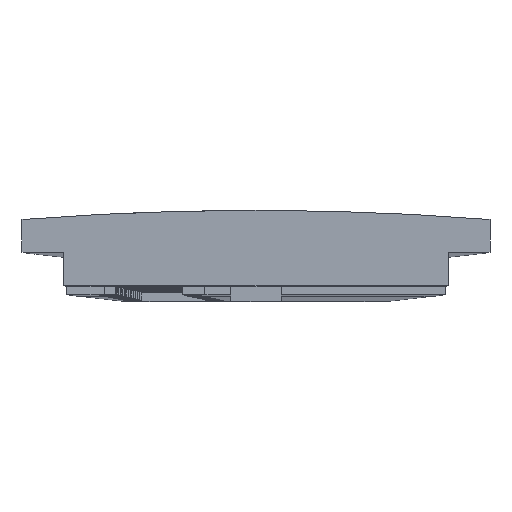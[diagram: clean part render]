
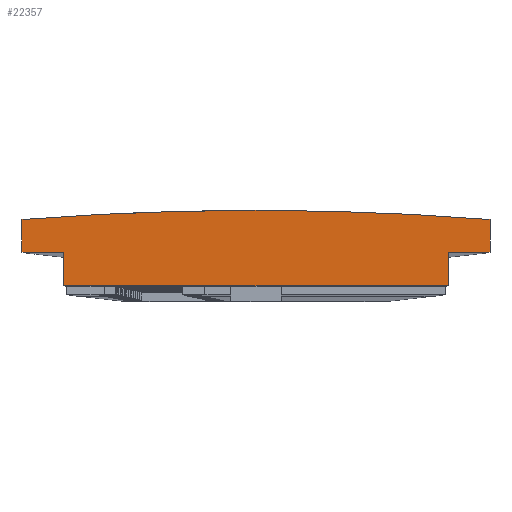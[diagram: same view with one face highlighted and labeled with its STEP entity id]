
A CAD part, top view. The second image highlights one B-rep face of the part: STEP entity #22357.
In plain terms, the highlighted planar face has unit normal (0, 0, 1).
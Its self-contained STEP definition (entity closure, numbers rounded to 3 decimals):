
#144=CIRCLE('',#23405,355.6);
#145=CIRCLE('',#23407,355.6);
#620=FACE_OUTER_BOUND('',#1787,.T.);
#1787=EDGE_LOOP('',(#15192,#15193,#15194,#15195,#15196,#15197,#15198,#15199,
#15200));
#3851=LINE('',#28918,#6274);
#4076=LINE('',#30559,#6499);
#4091=LINE('',#30588,#6514);
#4092=LINE('',#30591,#6515);
#4095=LINE('',#30596,#6518);
#4096=LINE('',#30598,#6519);
#4097=LINE('',#30599,#6520);
#6274=VECTOR('',#24395,10.);
#6499=VECTOR('',#24778,10.);
#6514=VECTOR('',#24807,10.);
#6515=VECTOR('',#24810,10.);
#6518=VECTOR('',#24815,10.);
#6519=VECTOR('',#24816,10.);
#6520=VECTOR('',#24817,10.);
#8694=VERTEX_POINT('',#28785);
#8695=VERTEX_POINT('',#28787);
#8718=VERTEX_POINT('',#28915);
#8719=VERTEX_POINT('',#28917);
#8947=VERTEX_POINT('',#30556);
#8948=VERTEX_POINT('',#30558);
#8955=VERTEX_POINT('',#30586);
#8956=VERTEX_POINT('',#30590);
#8958=VERTEX_POINT('',#30597);
#11003=EDGE_CURVE('',#8695,#8694,#144,.T.);
#11029=EDGE_CURVE('',#8719,#8718,#3851,.T.);
#11041=EDGE_CURVE('',#8718,#8695,#145,.T.);
#11371=EDGE_CURVE('',#8948,#8947,#4076,.T.);
#11386=EDGE_CURVE('',#8955,#8947,#4091,.T.);
#11387=EDGE_CURVE('',#8956,#8948,#4092,.T.);
#11390=EDGE_CURVE('',#8955,#8719,#4095,.T.);
#11391=EDGE_CURVE('',#8694,#8958,#4096,.T.);
#11392=EDGE_CURVE('',#8958,#8956,#4097,.T.);
#15192=ORIENTED_EDGE('',*,*,#11371,.T.);
#15193=ORIENTED_EDGE('',*,*,#11386,.F.);
#15194=ORIENTED_EDGE('',*,*,#11390,.T.);
#15195=ORIENTED_EDGE('',*,*,#11029,.T.);
#15196=ORIENTED_EDGE('',*,*,#11041,.T.);
#15197=ORIENTED_EDGE('',*,*,#11003,.T.);
#15198=ORIENTED_EDGE('',*,*,#11391,.T.);
#15199=ORIENTED_EDGE('',*,*,#11392,.T.);
#15200=ORIENTED_EDGE('',*,*,#11387,.T.);
#21466=PLANE('',#23494);
#22357=ADVANCED_FACE('',(#620),#21466,.T.);
#23405=AXIS2_PLACEMENT_3D('',#28788,#24387,#24388);
#23407=AXIS2_PLACEMENT_3D('',#28956,#24407,#24408);
#23494=AXIS2_PLACEMENT_3D('',#30595,#24813,#24814);
#24387=DIRECTION('center_axis',(0.,0.,1.));
#24388=DIRECTION('ref_axis',(1.,0.,0.));
#24395=DIRECTION('',(0.,1.,0.));
#24407=DIRECTION('center_axis',(0.,0.,1.));
#24408=DIRECTION('ref_axis',(1.,0.,0.));
#24778=DIRECTION('',(1.,0.,0.));
#24807=DIRECTION('',(0.,-1.,0.));
#24810=DIRECTION('',(0.,-1.,0.));
#24813=DIRECTION('center_axis',(0.,0.,1.));
#24814=DIRECTION('ref_axis',(1.,0.,0.));
#24815=DIRECTION('',(1.,0.,0.));
#24816=DIRECTION('',(0.,-1.,0.));
#24817=DIRECTION('',(1.,0.,0.));
#28785=CARTESIAN_POINT('',(-27.9,3.904,495.));
#28787=CARTESIAN_POINT('',(0.,5.,495.));
#28788=CARTESIAN_POINT('Origin',(0.,-350.6,495.));
#28915=CARTESIAN_POINT('',(27.9,3.904,495.));
#28917=CARTESIAN_POINT('',(27.9,0.,495.));
#28918=CARTESIAN_POINT('',(27.9,0.,495.));
#28956=CARTESIAN_POINT('Origin',(0.,-350.6,495.));
#30556=CARTESIAN_POINT('',(22.9,-4.,495.));
#30558=CARTESIAN_POINT('',(-22.9,-4.,495.));
#30559=CARTESIAN_POINT('',(-6.858,-4.,495.));
#30586=CARTESIAN_POINT('',(22.9,0.,495.));
#30588=CARTESIAN_POINT('',(22.9,0.,495.));
#30590=CARTESIAN_POINT('',(-22.9,0.,495.));
#30591=CARTESIAN_POINT('',(-22.9,0.,495.));
#30595=CARTESIAN_POINT('Origin',(-13.717,2.302,495.));
#30596=CARTESIAN_POINT('',(-27.9,0.,495.));
#30597=CARTESIAN_POINT('',(-27.9,0.,495.));
#30598=CARTESIAN_POINT('',(-27.9,0.,495.));
#30599=CARTESIAN_POINT('',(-27.9,0.,495.));
